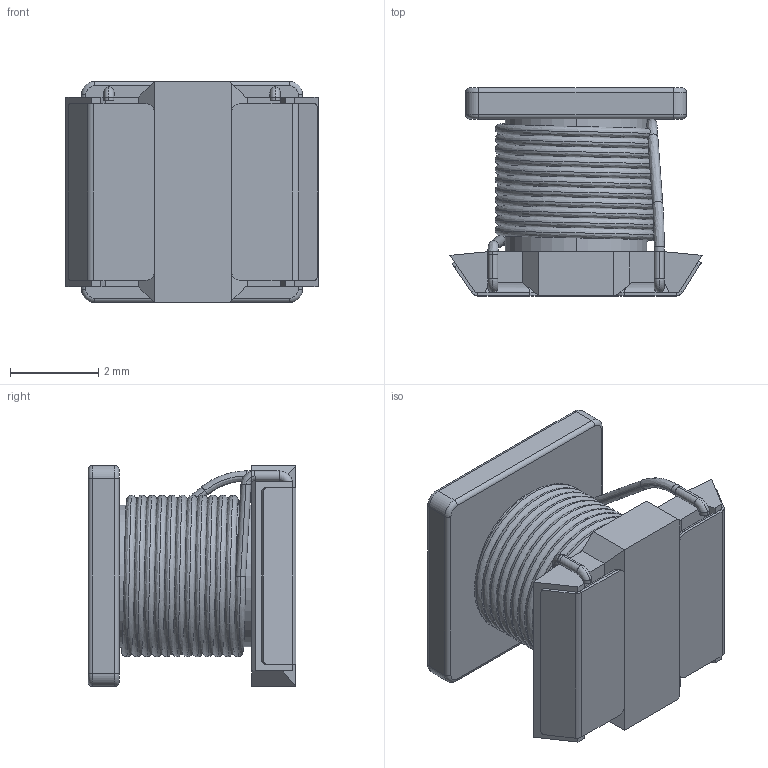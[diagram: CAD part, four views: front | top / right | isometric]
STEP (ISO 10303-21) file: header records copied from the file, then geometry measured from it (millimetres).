
FILE_DESCRIPTION (( 'STEP AP214' ), '1' );
FILE_NAME ('User Library-LQH55D series.STEP', '2016-03-08T10:03:30', ( 'Windows User' ), ( '' ), 'SwSTEP 2.0', 'SolidWorks 2016', '' );
FILE_SCHEMA (( 'AUTOMOTIVE_DESIGN' ));
Length unit declared in the file: millimetre
Products named in the file (1): User Library-LQH55D series
Bounding box: 5.7 x 4.7 x 5 mm (x, y, z)
Volume: 71.2 mm3; surface area: 279.4 mm2
Topology: 9 solids, 9 shells, 146 faces, 328 edges, 186 vertices
Faces by surface type: plane 62, cylinder 36, bspline 36, torus 12
Entity records: 9308 total; most frequent: CARTESIAN_POINT 4544, ORIENTED_EDGE 632, DIRECTION 621, EDGE_CURVE 316, AXIS2_PLACEMENT_3D 229, VERTEX_POINT 186, VECTOR 163, LINE 163
